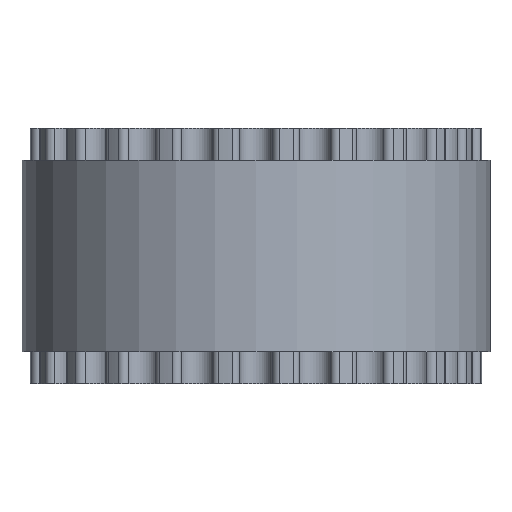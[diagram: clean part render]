
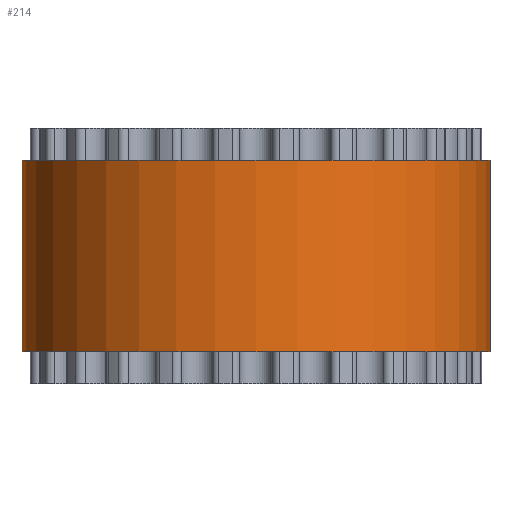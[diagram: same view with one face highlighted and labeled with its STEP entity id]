
A CAD part, front view. The second image highlights one B-rep face of the part: STEP entity #214.
In plain terms, the highlighted cylindrical face has radius 7.321 mm (diameter 14.642 mm), a full revolution.
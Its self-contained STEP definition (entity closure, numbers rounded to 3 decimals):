
#97=FACE_BOUND('',#496,.T.);
#98=FACE_BOUND('',#497,.T.);
#214=ADVANCED_FACE('',(#97,#98),#307,.T.);
#307=CYLINDRICAL_SURFACE('',#2167,7.321);
#496=EDGE_LOOP('',(#1234));
#497=EDGE_LOOP('',(#1235));
#1234=ORIENTED_EDGE('',*,*,#1698,.T.);
#1235=ORIENTED_EDGE('',*,*,#1699,.T.);
#1420=VERTEX_POINT('',#3380);
#1421=VERTEX_POINT('',#3382);
#1698=EDGE_CURVE('',#1420,#1420,#1884,.T.);
#1699=EDGE_CURVE('',#1421,#1421,#1885,.T.);
#1884=CIRCLE('',#2165,7.321);
#1885=CIRCLE('',#2166,7.321);
#2165=AXIS2_PLACEMENT_3D('',#3379,#2818,#2819);
#2166=AXIS2_PLACEMENT_3D('',#3381,#2820,#2821);
#2167=AXIS2_PLACEMENT_3D('',#3383,#2822,#2823);
#2818=DIRECTION('',(0.,0.,1.));
#2819=DIRECTION('',(1.,0.,0.));
#2820=DIRECTION('',(0.,0.,-1.));
#2821=DIRECTION('',(1.,0.,0.));
#2822=DIRECTION('',(0.,0.,1.));
#2823=DIRECTION('',(1.,0.,0.));
#3379=CARTESIAN_POINT('',(0.,0.,1.));
#3380=CARTESIAN_POINT('',(7.321,0.,1.));
#3381=CARTESIAN_POINT('',(0.,0.,7.));
#3382=CARTESIAN_POINT('',(7.321,0.,7.));
#3383=CARTESIAN_POINT('',(0.,0.,1.));
